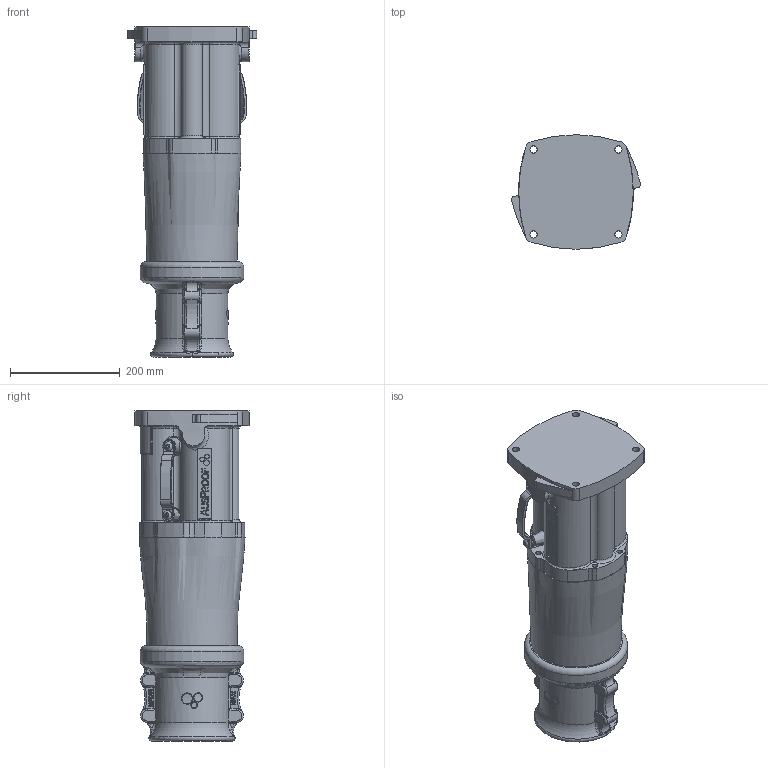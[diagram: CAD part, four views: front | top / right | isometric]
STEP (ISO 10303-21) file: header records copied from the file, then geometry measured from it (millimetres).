
FILE_DESCRIPTION(/* description */ (''),/* implementation_level */ '2;1');
FILE_NAME(/* name */ 'RS444_SLD body with KA Unarmoured Gland RS207_SLD.stp',/* time_stamp */ '2022-09-09T14:25:10+10:00',/* author */ ('a.tao491'),/* organization */ (''),/* preprocessor_version */ 'ST-DEVELOPER v16.5',/* originating_system */ 'Autodesk Inventor 2017',/* authorisation */ '');
FILE_SCHEMA (('AUTOMOTIVE_DESIGN { 1 0 10303 214 3 1 1 }'));
Products named in the file (8): RS444; 1210; 1216; 1221; 2328_SLD; RS207_SLD; 2246_SLD; 2226_SLD
Assembly tree (12 placements, depth 3):
  RS444
    1210  x2
    1216  x5
    1221
    2328_SLD
    RS207_SLD
      2246_SLD
      2226_SLD
Bounding box: 234.74 x 208.41 x 600.29 mm (x, y, z)
Volume: 13483575.3 mm3; surface area: 577713.3 mm2
Topology: 11 solids, 11 shells, 2702 faces, 6216 edges, 3587 vertices
Faces by surface type: cylinder 815, bspline 782, plane 546, torus 281, sphere 173, cone 105
Full cylindrical faces by diameter (mm): 7.798 x5, 8 x2, 8.015 x1, 8.686 x1, 9.45 x5, 10 x7, 11 x4, 11.1 x1, 11.511 x1, 13 x4, 16.3 x5, 19.7 x1, 40 x1, 164 x1, 188 x1
Entity records: 93812 total; most frequent: CARTESIAN_POINT 40092, ORIENTED_EDGE 11550, DIRECTION 10405, EDGE_CURVE 5775, AXIS2_PLACEMENT_3D 4165, VERTEX_POINT 3371, EDGE_LOOP 2674, FACE_OUTER_BOUND 2532
